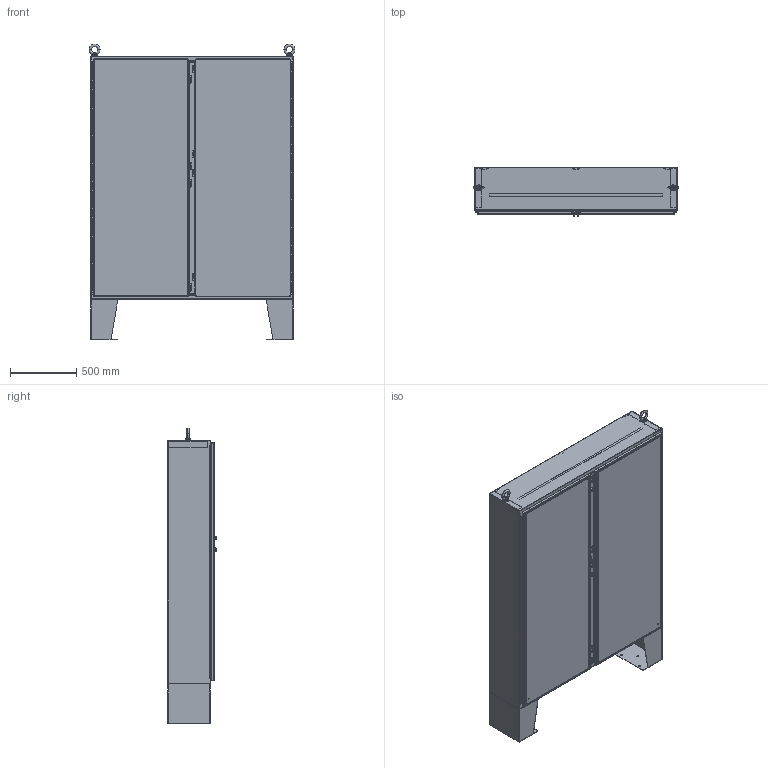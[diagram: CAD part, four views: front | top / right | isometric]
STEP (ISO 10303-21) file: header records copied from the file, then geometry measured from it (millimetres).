
FILE_DESCRIPTION (( 'STEP AP203' ), '1' );
FILE_NAME ('1422N4SSE12F_Default.step', '2019-11-04T21:02:40', ( '' ), ( '' ), 'SwSTEP 2.0', 'SolidWorks 2019', '' );
FILE_SCHEMA (( 'CONFIG_CONTROL_DESIGN' ));
Products named in the file (1): 1422N4SSE12F_Default
Bounding box: 1552.48 x 367.49 x 2229.71 mm (x, y, z)
Volume: 32335040 mm3; surface area: 25589996.5 mm2
Topology: 107 solids, 109 shells, 3616 faces, 9540 edges, 6190 vertices
Faces by surface type: plane 1838, cylinder 1582, bspline 152, cone 28, torus 16
Entity records: 123319 total; most frequent: CARTESIAN_POINT 31881, DIRECTION 19344, ORIENTED_EDGE 19048, EDGE_CURVE 9524, AXIS2_PLACEMENT_3D 6731, VERTEX_POINT 6190, VECTOR 5882, LINE 5882
